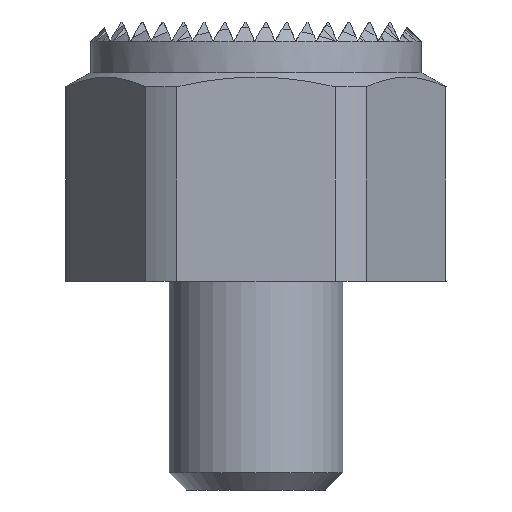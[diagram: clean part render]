
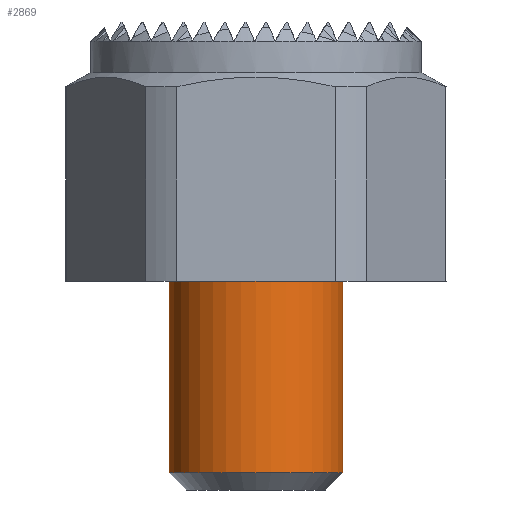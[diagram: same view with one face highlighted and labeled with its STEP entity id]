
A CAD part, left-side view. The second image highlights one B-rep face of the part: STEP entity #2869.
In plain terms, the highlighted cylindrical face has radius 5 mm (diameter 10 mm), a partial arc.
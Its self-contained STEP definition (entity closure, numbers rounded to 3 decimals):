
#2869=ADVANCED_FACE('',(#5734),#5735,.T.);
#5734=FACE_OUTER_BOUND('',#8593,.T.);
#5735=CYLINDRICAL_SURFACE('',#8594,5.0);
#8593=EDGE_LOOP('',(#15784,#15785,#15786,#15787));
#8594=AXIS2_PLACEMENT_3D('',#15788,#15789,#15790);
#15784=ORIENTED_EDGE('',*,*,#15885,.T.);
#15785=ORIENTED_EDGE('',*,*,#18518,.F.);
#15786=ORIENTED_EDGE('',*,*,#15887,.T.);
#15787=ORIENTED_EDGE('',*,*,#18516,.T.);
#15788=CARTESIAN_POINT('',(0.,0.0,-5.5));
#15789=DIRECTION('',(0.0,0.0,1.0));
#15790=DIRECTION('',(0.,-1.0,0.0));
#15885=EDGE_CURVE('',#18592,#18593,#18594,.T.);
#15887=EDGE_CURVE('',#18597,#18595,#18598,.T.);
#18516=EDGE_CURVE('',#18595,#18592,#21964,.T.);
#18518=EDGE_CURVE('',#18597,#18593,#21966,.T.);
#18592=VERTEX_POINT('',#22042);
#18593=VERTEX_POINT('',#22043);
#18594=LINE('',#22044,#22045);
#18595=VERTEX_POINT('',#22046);
#18597=VERTEX_POINT('',#22048);
#18598=LINE('',#22049,#22050);
#21964=CIRCLE('',#28881,5.0);
#21966=CIRCLE('',#28883,5.0);
#22042=CARTESIAN_POINT('',(0.,-5.0,-11.0));
#22043=CARTESIAN_POINT('',(0.,-5.0,0.));
#22044=CARTESIAN_POINT('',(0.,-5.0,-5.5));
#22045=VECTOR('',#28985,1.0);
#22046=CARTESIAN_POINT('',(0.,5.0,-11.0));
#22048=CARTESIAN_POINT('',(0.,5.0,0.));
#22049=CARTESIAN_POINT('',(0.,5.0,-5.5));
#22050=VECTOR('',#28989,1.0);
#28881=AXIS2_PLACEMENT_3D('',#30544,#30545,#30546);
#28883=AXIS2_PLACEMENT_3D('',#30547,#30548,#30549);
#28985=DIRECTION('',(0.0,0.0,1.0));
#28989=DIRECTION('',(-0.0,-0.0,-1.0));
#30544=CARTESIAN_POINT('',(0.,0.0,-11.0));
#30545=DIRECTION('',(0.0,0.0,1.0));
#30546=DIRECTION('',(0.,-1.0,0.0));
#30547=CARTESIAN_POINT('',(0.,0.0,0.));
#30548=DIRECTION('',(0.0,0.0,1.0));
#30549=DIRECTION('',(0.,-1.0,0.0));
